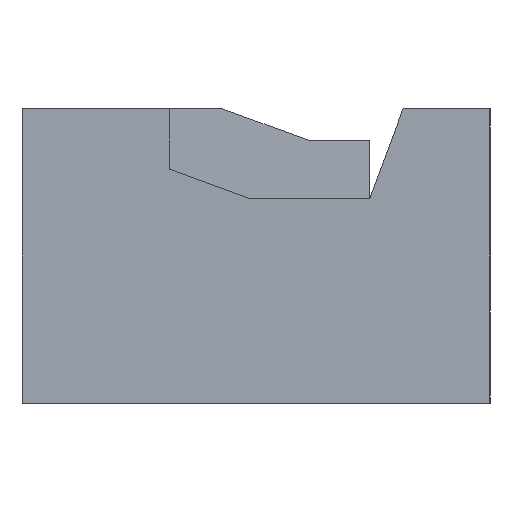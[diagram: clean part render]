
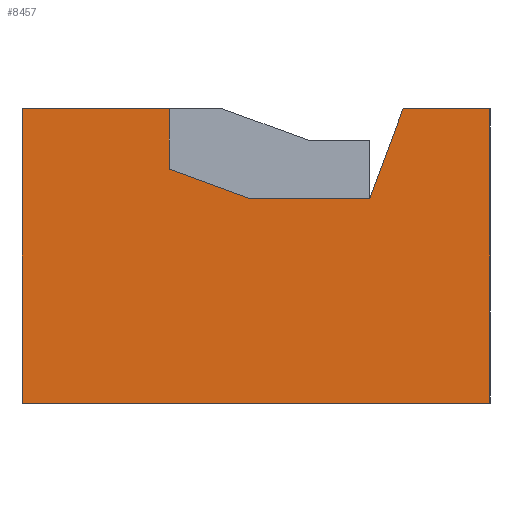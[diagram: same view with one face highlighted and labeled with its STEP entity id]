
A CAD part, left-side view. The second image highlights one B-rep face of the part: STEP entity #8457.
In plain terms, the highlighted planar face has unit normal (-1, 0, 0).
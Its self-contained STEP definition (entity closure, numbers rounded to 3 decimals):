
#1=DIRECTION('',(0.,-1.,0.));
#2=VECTOR('',#1,3.5);
#3=CARTESIAN_POINT('',(-7.775,1.75,-1.1));
#4=LINE('',#3,#2);
#17=DIRECTION('',(0.,0.349,-0.937));
#18=VECTOR('',#17,0.715);
#19=CARTESIAN_POINT('',(-7.775,-1.1,1.1));
#20=LINE('',#19,#18);
#21=DIRECTION('',(0.,0.,1.));
#22=VECTOR('',#21,2.2);
#23=CARTESIAN_POINT('',(-7.775,1.75,-1.1));
#24=LINE('',#23,#22);
#25=DIRECTION('',(0.,0.,-1.));
#26=VECTOR('',#25,0.45);
#27=CARTESIAN_POINT('',(-7.775,0.65,1.1));
#28=LINE('',#27,#26);
#29=DIRECTION('',(0.,0.939,0.345));
#30=VECTOR('',#29,0.639);
#31=CARTESIAN_POINT('',(-7.775,0.05,0.43));
#32=LINE('',#31,#30);
#33=DIRECTION('',(0.,1.,0.));
#34=VECTOR('',#33,0.9);
#35=CARTESIAN_POINT('',(-7.775,-0.85,0.43));
#36=LINE('',#35,#34);
#325=DIRECTION('',(0.,-1.,0.));
#326=VECTOR('',#325,0.65);
#327=CARTESIAN_POINT('',(-7.775,-1.1,1.1));
#328=LINE('',#327,#326);
#357=DIRECTION('',(0.,-1.,0.));
#358=VECTOR('',#357,1.1);
#359=CARTESIAN_POINT('',(-7.775,1.75,1.1));
#360=LINE('',#359,#358);
#573=DIRECTION('',(0.,0.,1.));
#574=VECTOR('',#573,2.2);
#575=CARTESIAN_POINT('',(-7.775,-1.75,-1.1));
#576=LINE('',#575,#574);
#6397=CARTESIAN_POINT('',(-7.775,1.75,-1.1));
#6398=CARTESIAN_POINT('',(-7.775,-1.75,-1.1));
#6399=VERTEX_POINT('',#6397);
#6400=VERTEX_POINT('',#6398);
#6405=CARTESIAN_POINT('',(-7.775,-1.75,1.1));
#6407=VERTEX_POINT('',#6405);
#6410=CARTESIAN_POINT('',(-7.775,1.75,1.1));
#6412=VERTEX_POINT('',#6410);
#6429=CARTESIAN_POINT('',(-7.775,-1.1,1.1));
#6430=CARTESIAN_POINT('',(-7.775,-0.85,0.43));
#6431=VERTEX_POINT('',#6429);
#6432=VERTEX_POINT('',#6430);
#6433=CARTESIAN_POINT('',(-7.775,0.05,0.43));
#6434=VERTEX_POINT('',#6433);
#6435=CARTESIAN_POINT('',(-7.775,0.65,0.65));
#6436=VERTEX_POINT('',#6435);
#6437=CARTESIAN_POINT('',(-7.775,0.65,1.1));
#6438=VERTEX_POINT('',#6437);
#8433=CARTESIAN_POINT('',(-7.775,1.75,-1.1));
#8434=DIRECTION('',(-1.,0.,0.));
#8435=DIRECTION('',(0.,-1.,0.));
#8436=AXIS2_PLACEMENT_3D('',#8433,#8434,#8435);
#8437=PLANE('',#8436);
#8439=ORIENTED_EDGE('',*,*,#8438,.F.);
#8441=ORIENTED_EDGE('',*,*,#8440,.T.);
#8443=ORIENTED_EDGE('',*,*,#8442,.F.);
#8444=ORIENTED_EDGE('',*,*,#8422,.F.);
#8446=ORIENTED_EDGE('',*,*,#8445,.T.);
#8448=ORIENTED_EDGE('',*,*,#8447,.T.);
#8450=ORIENTED_EDGE('',*,*,#8449,.T.);
#8452=ORIENTED_EDGE('',*,*,#8451,.F.);
#8454=ORIENTED_EDGE('',*,*,#8453,.F.);
#8455=EDGE_LOOP('',(#8439,#8441,#8443,#8444,#8446,#8448,#8450,#8452,#8454));
#8456=FACE_OUTER_BOUND('',#8455,.F.);
#8457=ADVANCED_FACE('',(#8456),#8437,.T.);
#8422=EDGE_CURVE('',#6399,#6400,#4,.T.);
#8438=EDGE_CURVE('',#6431,#6432,#20,.T.);
#8440=EDGE_CURVE('',#6431,#6407,#328,.T.);
#8442=EDGE_CURVE('',#6400,#6407,#576,.T.);
#8445=EDGE_CURVE('',#6399,#6412,#24,.T.);
#8447=EDGE_CURVE('',#6412,#6438,#360,.T.);
#8449=EDGE_CURVE('',#6438,#6436,#28,.T.);
#8451=EDGE_CURVE('',#6434,#6436,#32,.T.);
#8453=EDGE_CURVE('',#6432,#6434,#36,.T.);
